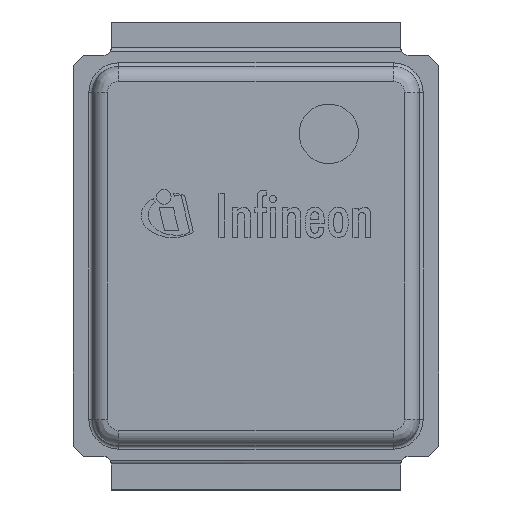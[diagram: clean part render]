
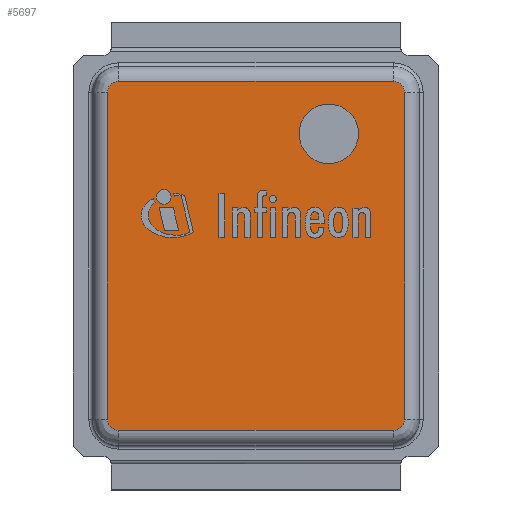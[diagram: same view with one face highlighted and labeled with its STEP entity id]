
A CAD part, top view. The second image highlights one B-rep face of the part: STEP entity #5697.
In plain terms, the highlighted planar face has unit normal (0, 0, 1).
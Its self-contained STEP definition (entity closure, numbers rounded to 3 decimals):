
#74=FACE_BOUND($,#933,.T.);
#75=FACE_BOUND($,#934,.T.);
#100=PLANE($,#6105);
#238=CIRCLE($,#6086,0.15);
#241=CIRCLE($,#6090,0.15);
#245=CIRCLE($,#6095,0.15);
#249=CIRCLE($,#6100,0.15);
#250=CIRCLE($,#6106,0.4);
#933=EDGE_LOOP($,(#3843));
#934=EDGE_LOOP($,(#3844,#3845,#3846,#3847,#3848,#3849,#3850,#3851));
#1303=LINE($,#8729,#1742);
#1305=LINE($,#8749,#1744);
#1307=LINE($,#8767,#1746);
#1308=LINE($,#8781,#1747);
#1742=VECTOR($,#6855,4.4);
#1744=VECTOR($,#6867,3.7);
#1746=VECTOR($,#6879,4.4);
#1747=VECTOR($,#6886,3.7);
#2290=VERTEX_POINT($,#8720);
#2291=VERTEX_POINT($,#8722);
#2293=VERTEX_POINT($,#8727);
#2295=VERTEX_POINT($,#8741);
#2297=VERTEX_POINT($,#8747);
#2298=VERTEX_POINT($,#8760);
#2299=VERTEX_POINT($,#8765);
#2300=VERTEX_POINT($,#8777);
#2301=VERTEX_POINT($,#8789);
#2884=EDGE_CURVE($,#2291,#2290,#238,.T.);
#2886=EDGE_CURVE($,#2293,#2291,#1303,.T.);
#2889=EDGE_CURVE($,#2295,#2293,#241,.T.);
#2892=EDGE_CURVE($,#2297,#2295,#1305,.T.);
#2895=EDGE_CURVE($,#2298,#2297,#245,.T.);
#2898=EDGE_CURVE($,#2299,#2298,#1307,.T.);
#2900=EDGE_CURVE($,#2300,#2299,#249,.T.);
#2901=EDGE_CURVE($,#2290,#2300,#1308,.T.);
#2905=EDGE_CURVE($,#2301,#2301,#250,.T.);
#3843=ORIENTED_EDGE($,*,*,#2905,.F.);
#3844=ORIENTED_EDGE($,*,*,#2884,.F.);
#3845=ORIENTED_EDGE($,*,*,#2886,.F.);
#3846=ORIENTED_EDGE($,*,*,#2889,.F.);
#3847=ORIENTED_EDGE($,*,*,#2892,.F.);
#3848=ORIENTED_EDGE($,*,*,#2895,.F.);
#3849=ORIENTED_EDGE($,*,*,#2898,.F.);
#3850=ORIENTED_EDGE($,*,*,#2900,.F.);
#3851=ORIENTED_EDGE($,*,*,#2901,.F.);
#5697=ADVANCED_FACE($,(#74,#75),#100,.T.);
#6086=AXIS2_PLACEMENT_3D($,#8724,#6849,#6850);
#6090=AXIS2_PLACEMENT_3D($,#8743,#6859,#6860);
#6095=AXIS2_PLACEMENT_3D($,#8762,#6871,#6872);
#6100=AXIS2_PLACEMENT_3D($,#8779,#6882,#6883);
#6105=AXIS2_PLACEMENT_3D($,#8788,#6896,#6897);
#6106=AXIS2_PLACEMENT_3D($,#8790,#6898,#6899);
#6849=DIRECTION('center_axis',(0.,0.,-1.));
#6850=DIRECTION('ref_axis',(0.707,-0.707,0.));
#6855=DIRECTION($,(0.,-1.,0.));
#6859=DIRECTION('center_axis',(0.,0.,-1.));
#6860=DIRECTION('ref_axis',(0.707,0.707,0.));
#6867=DIRECTION($,(1.,0.,0.));
#6871=DIRECTION('center_axis',(0.,0.,-1.));
#6872=DIRECTION('ref_axis',(-0.707,0.707,0.));
#6879=DIRECTION($,(0.,1.,0.));
#6882=DIRECTION('center_axis',(0.,0.,-1.));
#6883=DIRECTION('ref_axis',(-0.707,-0.707,0.));
#6886=DIRECTION($,(-1.,0.,0.));
#6896=DIRECTION('center_axis',(0.,0.,1.));
#6897=DIRECTION('ref_axis',(0.,-1.,0.));
#6898=DIRECTION('center_axis',(0.,0.,1.));
#6899=DIRECTION('ref_axis',(-1.,0.,0.));
#8720=CARTESIAN_POINT('',(1.85,-2.35,0.645));
#8722=CARTESIAN_POINT('',(2.,-2.2,0.645));
#8724=CARTESIAN_POINT('Origin',(1.85,-2.2,0.645));
#8727=CARTESIAN_POINT('',(2.,2.2,0.645));
#8729=CARTESIAN_POINT($,(2.,2.5,0.645));
#8741=CARTESIAN_POINT('',(1.85,2.35,0.645));
#8743=CARTESIAN_POINT('Origin',(1.85,2.2,0.645));
#8747=CARTESIAN_POINT('',(-1.85,2.35,0.645));
#8749=CARTESIAN_POINT($,(-0.925,2.35,0.645));
#8760=CARTESIAN_POINT('',(-2.,2.2,0.645));
#8762=CARTESIAN_POINT('Origin',(-1.85,2.2,0.645));
#8765=CARTESIAN_POINT('',(-2.,-2.2,0.645));
#8767=CARTESIAN_POINT($,(-2.,0.3,0.645));
#8777=CARTESIAN_POINT('',(-1.85,-2.35,0.645));
#8779=CARTESIAN_POINT('Origin',(-1.85,-2.2,0.645));
#8781=CARTESIAN_POINT($,(0.925,-2.35,0.645));
#8788=CARTESIAN_POINT('Origin',(0.,2.8,0.645));
#8789=CARTESIAN_POINT('',(1.38,1.644,0.645));
#8790=CARTESIAN_POINT('Origin',(0.98,1.644,0.645));
